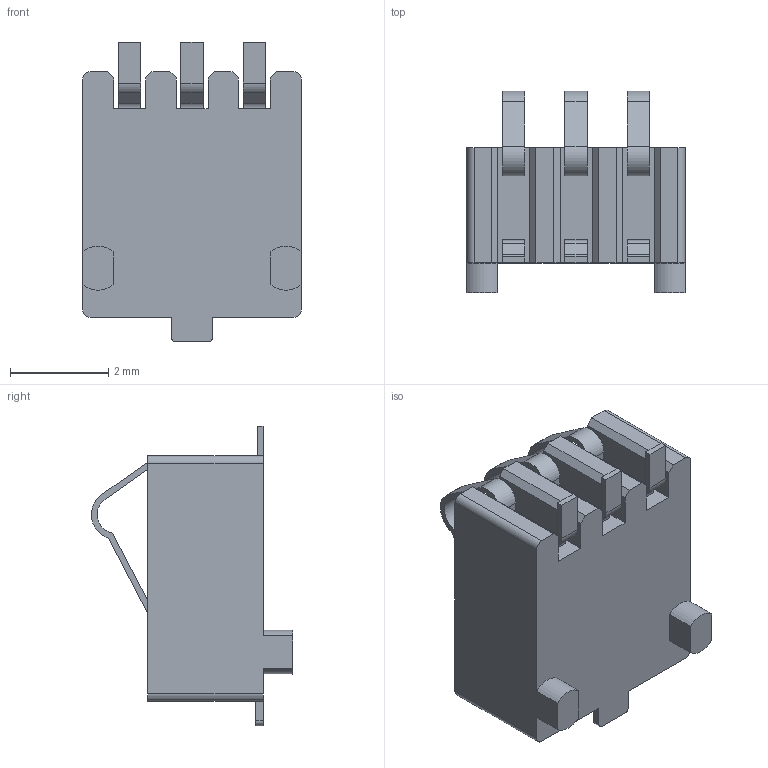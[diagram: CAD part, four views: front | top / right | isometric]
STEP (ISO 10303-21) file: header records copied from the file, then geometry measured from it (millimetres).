
FILE_DESCRIPTION(/* description */ ('STEP AP214'),/* implementation_level */ '2;1');
FILE_NAME(/* name */ '009155003021016',/* time_stamp */ '2025-01-25T18:19:57+01:00',/* author */ ('License CC BY-ND 4.0'),/* organization */ ('CADENAS'),/* preprocessor_version */ 'ST-DEVELOPER v19.3',/* originating_system */ 'PARTsolutions',/* authorisation */ ' ');
FILE_SCHEMA (('AUTOMOTIVE_DESIGN {1 0 10303 214 3 1 1}'));
Length unit declared in the file: millimetre
Products named in the file (1): 009155003021016
Bounding box: 4.45 x 4.1 x 6.1 mm (x, y, z)
Volume: 50.3 mm3; surface area: 119.7 mm2
Topology: 1 solids, 1 shells, 111 faces, 318 edges, 212 vertices
Faces by surface type: plane 77, cylinder 34
Entity records: 4433 total; most frequent: CARTESIAN_POINT 642, ORIENTED_EDGE 636, DIRECTION 610, EDGE_CURVE 318, LINE 250, VECTOR 250, VERTEX_POINT 212, AXIS2_PLACEMENT_3D 180
